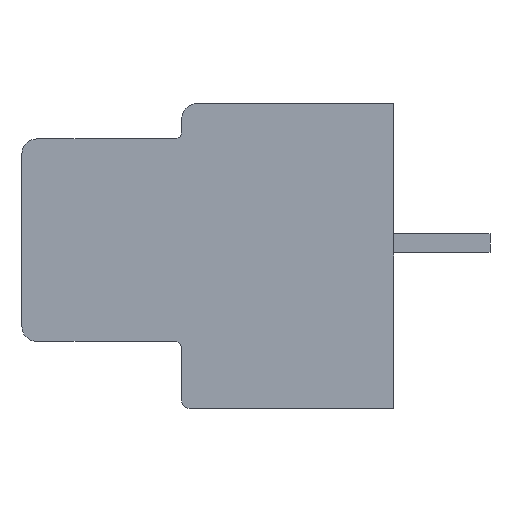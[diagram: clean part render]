
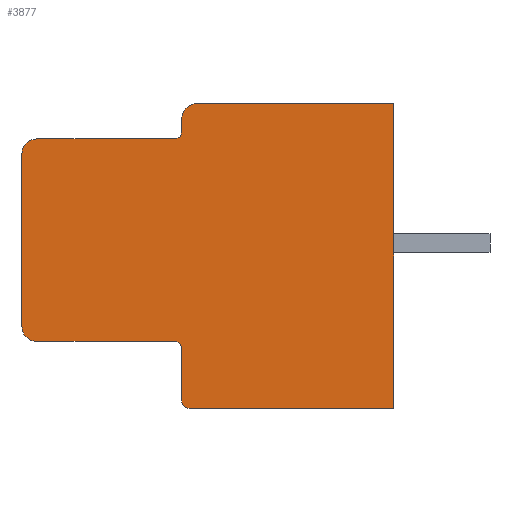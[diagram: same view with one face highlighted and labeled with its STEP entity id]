
A CAD part, left-side view. The second image highlights one B-rep face of the part: STEP entity #3877.
In plain terms, the highlighted planar face has unit normal (-1, 0, 0).
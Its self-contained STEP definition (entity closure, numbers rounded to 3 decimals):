
#134=DIRECTION('',(0.,-1.,0.));
#135=VECTOR('',#134,5.3);
#136=CARTESIAN_POINT('',(-7.5,2.45,0.));
#137=LINE('',#136,#135);
#138=DIRECTION('',(0.,0.,-1.));
#139=VECTOR('',#138,8.2);
#140=CARTESIAN_POINT('',(-7.5,-2.85,0.));
#141=LINE('',#140,#139);
#142=DIRECTION('',(0.,1.,0.));
#143=VECTOR('',#142,5.5);
#144=CARTESIAN_POINT('',(-7.5,-2.85,-8.2));
#145=LINE('',#144,#143);
#146=CARTESIAN_POINT('',(-7.5,2.65,-8.));
#147=DIRECTION('',(1.,0.,0.));
#148=DIRECTION('',(0.,0.,-1.));
#149=AXIS2_PLACEMENT_3D('',#146,#147,#148);
#151=DIRECTION('',(0.,0.,1.));
#152=VECTOR('',#151,1.4);
#153=CARTESIAN_POINT('',(-7.5,2.85,-8.));
#154=LINE('',#153,#152);
#155=CARTESIAN_POINT('',(-7.5,3.05,-6.6));
#156=DIRECTION('',(-1.,0.,0.));
#157=DIRECTION('',(0.,-1.,0.));
#158=AXIS2_PLACEMENT_3D('',#155,#156,#157);
#160=DIRECTION('',(0.,1.,0.));
#161=VECTOR('',#160,3.7);
#162=CARTESIAN_POINT('',(-7.5,3.05,-6.4));
#163=LINE('',#162,#161);
#164=CARTESIAN_POINT('',(-7.5,6.75,-6.));
#165=DIRECTION('',(1.,0.,0.));
#166=DIRECTION('',(0.,0.,-1.));
#167=AXIS2_PLACEMENT_3D('',#164,#165,#166);
#169=DIRECTION('',(0.,0.,1.));
#170=VECTOR('',#169,4.65);
#171=CARTESIAN_POINT('',(-7.5,7.15,-6.));
#172=LINE('',#171,#170);
#173=CARTESIAN_POINT('',(-7.5,6.75,-1.35));
#174=DIRECTION('',(1.,0.,0.));
#175=DIRECTION('',(0.,1.,0.));
#176=AXIS2_PLACEMENT_3D('',#173,#174,#175);
#178=DIRECTION('',(0.,-1.,0.));
#179=VECTOR('',#178,3.7);
#180=CARTESIAN_POINT('',(-7.5,6.75,-0.95));
#181=LINE('',#180,#179);
#182=CARTESIAN_POINT('',(-7.5,3.05,-0.75));
#183=DIRECTION('',(-1.,0.,0.));
#184=DIRECTION('',(0.,0.,-1.));
#185=AXIS2_PLACEMENT_3D('',#182,#183,#184);
#187=DIRECTION('',(0.,0.,1.));
#188=VECTOR('',#187,0.35);
#189=CARTESIAN_POINT('',(-7.5,2.85,-0.75));
#190=LINE('',#189,#188);
#191=CARTESIAN_POINT('',(-7.5,2.45,-0.4));
#192=DIRECTION('',(1.,0.,0.));
#193=DIRECTION('',(0.,1.,0.));
#194=AXIS2_PLACEMENT_3D('',#191,#192,#193);
#3072=CARTESIAN_POINT('',(-7.5,2.45,0.));
#3073=CARTESIAN_POINT('',(-7.5,-2.85,0.));
#3074=VERTEX_POINT('',#3072);
#3075=VERTEX_POINT('',#3073);
#3076=CARTESIAN_POINT('',(-7.5,-2.85,-8.2));
#3077=VERTEX_POINT('',#3076);
#3078=CARTESIAN_POINT('',(-7.5,2.65,-8.2));
#3079=VERTEX_POINT('',#3078);
#3080=CARTESIAN_POINT('',(-7.5,2.85,-8.));
#3081=CARTESIAN_POINT('',(-7.5,2.85,-6.6));
#3082=VERTEX_POINT('',#3080);
#3083=VERTEX_POINT('',#3081);
#3084=CARTESIAN_POINT('',(-7.5,3.05,-6.4));
#3085=CARTESIAN_POINT('',(-7.5,6.75,-6.4));
#3086=VERTEX_POINT('',#3084);
#3087=VERTEX_POINT('',#3085);
#3088=CARTESIAN_POINT('',(-7.5,7.15,-6.));
#3089=CARTESIAN_POINT('',(-7.5,7.15,-1.35));
#3090=VERTEX_POINT('',#3088);
#3091=VERTEX_POINT('',#3089);
#3092=CARTESIAN_POINT('',(-7.5,6.75,-0.95));
#3093=CARTESIAN_POINT('',(-7.5,3.05,-0.95));
#3094=VERTEX_POINT('',#3092);
#3095=VERTEX_POINT('',#3093);
#3096=CARTESIAN_POINT('',(-7.5,2.85,-0.75));
#3097=CARTESIAN_POINT('',(-7.5,2.85,-0.4));
#3098=VERTEX_POINT('',#3096);
#3099=VERTEX_POINT('',#3097);
#3842=CARTESIAN_POINT('',(-7.5,0.,0.));
#3843=DIRECTION('',(1.,0.,0.));
#3844=DIRECTION('',(0.,-1.,0.));
#3845=AXIS2_PLACEMENT_3D('',#3842,#3843,#3844);
#3846=PLANE('',#3845);
#3848=ORIENTED_EDGE('',*,*,#3847,.T.);
#3850=ORIENTED_EDGE('',*,*,#3849,.T.);
#3852=ORIENTED_EDGE('',*,*,#3851,.T.);
#3854=ORIENTED_EDGE('',*,*,#3853,.T.);
#3856=ORIENTED_EDGE('',*,*,#3855,.T.);
#3858=ORIENTED_EDGE('',*,*,#3857,.T.);
#3860=ORIENTED_EDGE('',*,*,#3859,.T.);
#3862=ORIENTED_EDGE('',*,*,#3861,.T.);
#3864=ORIENTED_EDGE('',*,*,#3863,.T.);
#3866=ORIENTED_EDGE('',*,*,#3865,.T.);
#3868=ORIENTED_EDGE('',*,*,#3867,.T.);
#3870=ORIENTED_EDGE('',*,*,#3869,.T.);
#3872=ORIENTED_EDGE('',*,*,#3871,.T.);
#3874=ORIENTED_EDGE('',*,*,#3873,.T.);
#3875=EDGE_LOOP('',(#3848,#3850,#3852,#3854,#3856,#3858,#3860,#3862,#3864,#3866,
#3868,#3870,#3872,#3874));
#3876=FACE_OUTER_BOUND('',#3875,.F.);
#150=CIRCLE('',#149,0.2);
#159=CIRCLE('',#158,0.2);
#168=CIRCLE('',#167,0.4);
#177=CIRCLE('',#176,0.4);
#186=CIRCLE('',#185,0.2);
#195=CIRCLE('',#194,0.4);
#3847=EDGE_CURVE('',#3074,#3075,#137,.T.);
#3849=EDGE_CURVE('',#3075,#3077,#141,.T.);
#3851=EDGE_CURVE('',#3077,#3079,#145,.T.);
#3853=EDGE_CURVE('',#3079,#3082,#150,.T.);
#3855=EDGE_CURVE('',#3082,#3083,#154,.T.);
#3857=EDGE_CURVE('',#3083,#3086,#159,.T.);
#3859=EDGE_CURVE('',#3086,#3087,#163,.T.);
#3861=EDGE_CURVE('',#3087,#3090,#168,.T.);
#3863=EDGE_CURVE('',#3090,#3091,#172,.T.);
#3865=EDGE_CURVE('',#3091,#3094,#177,.T.);
#3867=EDGE_CURVE('',#3094,#3095,#181,.T.);
#3869=EDGE_CURVE('',#3095,#3098,#186,.T.);
#3871=EDGE_CURVE('',#3098,#3099,#190,.T.);
#3873=EDGE_CURVE('',#3099,#3074,#195,.T.);
#3877=ADVANCED_FACE('',(#3876),#3846,.F.);
